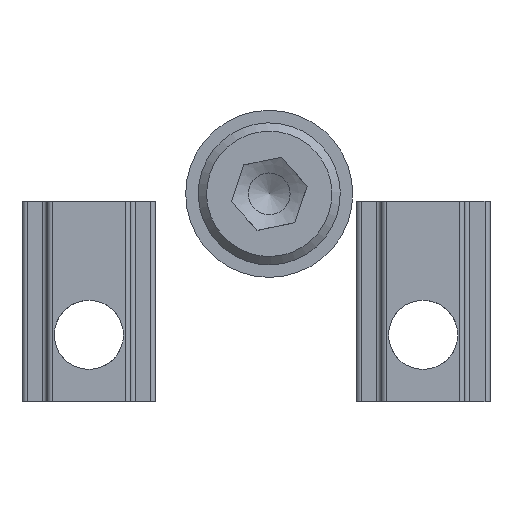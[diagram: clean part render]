
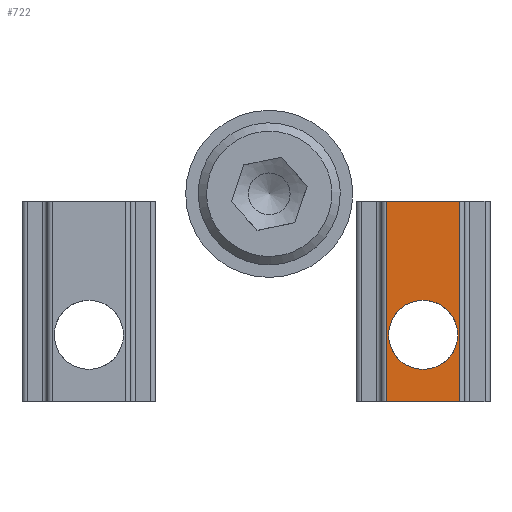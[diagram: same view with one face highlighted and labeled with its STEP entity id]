
A CAD part, front view. The second image highlights one B-rep face of the part: STEP entity #722.
In plain terms, the highlighted planar face has unit normal (0, -1, 0).
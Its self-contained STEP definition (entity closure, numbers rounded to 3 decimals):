
#268=CARTESIAN_POINT('',(2.067,-1.962,4.0));
#269=VERTEX_POINT('',#268);
#270=CARTESIAN_POINT('',(0.,-1.962,4.0));
#271=DIRECTION('',(0.0,1.0,0.0));
#272=DIRECTION('',(1.0,0.0,0.0));
#273=AXIS2_PLACEMENT_3D('',#270,#271,#272);
#274=CIRCLE('',#273,2.067);
#275=EDGE_CURVE('',#269,#269,#274,.T.);
#661=CARTESIAN_POINT('',(2.204,-1.962,12.));
#662=VERTEX_POINT('',#661);
#670=CARTESIAN_POINT('',(2.204,-1.962,0.0));
#671=VERTEX_POINT('',#670);
#672=CARTESIAN_POINT('',(2.204,-1.962,0.0));
#673=DIRECTION('',(0.0,0.0,1.0));
#674=VECTOR('',#673,12.);
#675=LINE('',#672,#674);
#676=EDGE_CURVE('',#671,#662,#675,.T.);
#689=CARTESIAN_POINT('',(2.204,-1.962,0.0));
#690=DIRECTION('',(0.0,-1.0,0.0));
#691=DIRECTION('',(0.0,0.0,-1.0));
#692=AXIS2_PLACEMENT_3D('',#689,#690,#691);
#693=PLANE('',#692);
#694=CARTESIAN_POINT('',(-2.204,-1.962,12.));
#695=VERTEX_POINT('',#694);
#696=CARTESIAN_POINT('',(2.204,-1.962,12.));
#697=DIRECTION('',(-1.0,0.0,0.0));
#698=VECTOR('',#697,4.408);
#699=LINE('',#696,#698);
#700=EDGE_CURVE('',#662,#695,#699,.T.);
#701=ORIENTED_EDGE('',*,*,#700,.T.);
#702=CARTESIAN_POINT('',(-2.204,-1.962,0.0));
#703=VERTEX_POINT('',#702);
#704=CARTESIAN_POINT('',(-2.204,-1.962,0.0));
#705=DIRECTION('',(0.0,0.0,1.0));
#706=VECTOR('',#705,12.);
#707=LINE('',#704,#706);
#708=EDGE_CURVE('',#703,#695,#707,.T.);
#709=ORIENTED_EDGE('',*,*,#708,.F.);
#710=CARTESIAN_POINT('',(-2.204,-1.962,0.0));
#711=DIRECTION('',(1.0,0.0,0.0));
#712=VECTOR('',#711,4.408);
#713=LINE('',#710,#712);
#714=EDGE_CURVE('',#703,#671,#713,.T.);
#715=ORIENTED_EDGE('',*,*,#714,.T.);
#716=ORIENTED_EDGE('',*,*,#676,.T.);
#717=EDGE_LOOP('',(#701,#709,#715,#716));
#718=FACE_OUTER_BOUND('',#717,.T.);
#719=ORIENTED_EDGE('',*,*,#275,.T.);
#720=EDGE_LOOP('',(#719));
#721=FACE_BOUND('',#720,.T.);
#722=ADVANCED_FACE('',(#718,#721),#693,.T.);
